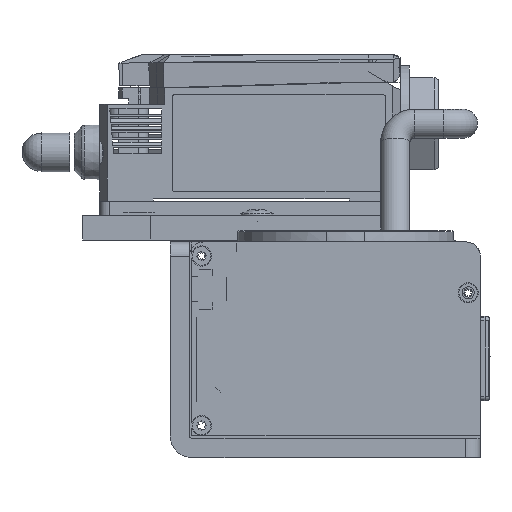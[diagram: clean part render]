
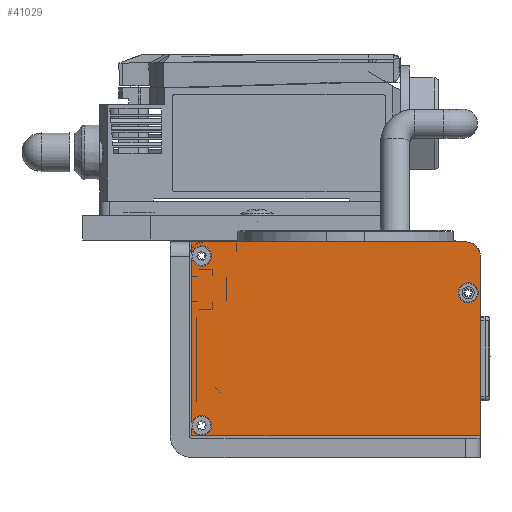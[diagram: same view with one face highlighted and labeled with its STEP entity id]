
A CAD part, front view. The second image highlights one B-rep face of the part: STEP entity #41029.
In plain terms, the highlighted planar face has unit normal (0, -1, 0).
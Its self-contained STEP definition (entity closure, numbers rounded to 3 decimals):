
#1198=FACE_BOUND('',#5671,.T.);
#2414=PLANE('',#43352);
#3938=FACE_OUTER_BOUND('',#5670,.T.);
#5670=EDGE_LOOP('',(#36546,#36547,#36548,#36549,#36550,#36551,#36552,#36553,
#36554));
#5671=EDGE_LOOP('',(#36555));
#6768=CIRCLE('',#43353,2.075);
#6769=CIRCLE('',#43354,2.075);
#6770=CIRCLE('',#43355,3.);
#6771=CIRCLE('',#43356,2.075);
#10639=LINE('',#64730,#15854);
#10640=LINE('',#64734,#15855);
#10641=LINE('',#64736,#15856);
#10642=LINE('',#64738,#15857);
#10643=LINE('',#64742,#15858);
#10644=LINE('',#64743,#15859);
#15854=VECTOR('',#51285,33.894);
#15855=VECTOR('',#51288,1.547);
#15856=VECTOR('',#51289,59.5);
#15857=VECTOR('',#51290,37.);
#15858=VECTOR('',#51293,56.5);
#15859=VECTOR('',#51294,2.347);
#20494=VERTEX_POINT('',#64726);
#20495=VERTEX_POINT('',#64727);
#20496=VERTEX_POINT('',#64729);
#20497=VERTEX_POINT('',#64731);
#20498=VERTEX_POINT('',#64733);
#20499=VERTEX_POINT('',#64735);
#20500=VERTEX_POINT('',#64737);
#20501=VERTEX_POINT('',#64739);
#20502=VERTEX_POINT('',#64741);
#20503=VERTEX_POINT('',#64744);
#26772=EDGE_CURVE('',#20494,#20495,#6768,.T.);
#26773=EDGE_CURVE('',#20494,#20496,#10639,.T.);
#26774=EDGE_CURVE('',#20497,#20496,#6769,.T.);
#26775=EDGE_CURVE('',#20497,#20498,#10640,.T.);
#26776=EDGE_CURVE('',#20498,#20499,#10641,.T.);
#26777=EDGE_CURVE('',#20499,#20500,#10642,.T.);
#26778=EDGE_CURVE('',#20501,#20500,#6770,.T.);
#26779=EDGE_CURVE('',#20501,#20502,#10643,.T.);
#26780=EDGE_CURVE('',#20502,#20495,#10644,.T.);
#26781=EDGE_CURVE('',#20503,#20503,#6771,.T.);
#36546=ORIENTED_EDGE('',*,*,#26772,.F.);
#36547=ORIENTED_EDGE('',*,*,#26773,.T.);
#36548=ORIENTED_EDGE('',*,*,#26774,.F.);
#36549=ORIENTED_EDGE('',*,*,#26775,.T.);
#36550=ORIENTED_EDGE('',*,*,#26776,.T.);
#36551=ORIENTED_EDGE('',*,*,#26777,.T.);
#36552=ORIENTED_EDGE('',*,*,#26778,.F.);
#36553=ORIENTED_EDGE('',*,*,#26779,.T.);
#36554=ORIENTED_EDGE('',*,*,#26780,.T.);
#36555=ORIENTED_EDGE('',*,*,#26781,.F.);
#41029=ADVANCED_FACE('',(#3938,#1198),#2414,.F.);
#43352=AXIS2_PLACEMENT_3D('',#64725,#51281,#51282);
#43353=AXIS2_PLACEMENT_3D('',#64728,#51283,#51284);
#43354=AXIS2_PLACEMENT_3D('',#64732,#51286,#51287);
#43355=AXIS2_PLACEMENT_3D('',#64740,#51291,#51292);
#43356=AXIS2_PLACEMENT_3D('',#64745,#51295,#51296);
#51281=DIRECTION('center_axis',(0.,1.,0.));
#51282=DIRECTION('ref_axis',(-1.,0.,0.));
#51283=DIRECTION('center_axis',(0.,-1.,0.));
#51284=DIRECTION('ref_axis',(-1.,0.,0.));
#51285=DIRECTION('',(0.,0.,-1.));
#51286=DIRECTION('center_axis',(0.,-1.,0.));
#51287=DIRECTION('ref_axis',(-1.,0.,0.));
#51288=DIRECTION('',(0.,0.,-1.));
#51289=DIRECTION('',(1.,0.,0.));
#51290=DIRECTION('',(0.,0.,1.));
#51291=DIRECTION('center_axis',(0.,1.,0.));
#51292=DIRECTION('ref_axis',(0.707,0.,0.707));
#51293=DIRECTION('',(-1.,0.,0.));
#51294=DIRECTION('',(0.,0.,-1.));
#51295=DIRECTION('center_axis',(0.,-1.,0.));
#51296=DIRECTION('ref_axis',(-1.,0.,0.));
#64725=CARTESIAN_POINT('Origin',(0.15,-51.5,20.9));
#64726=CARTESIAN_POINT('',(-29.6,-51.5,38.447));
#64727=CARTESIAN_POINT('',(-29.6,-51.5,39.553));
#64728=CARTESIAN_POINT('Origin',(-27.6,-51.5,39.));
#64729=CARTESIAN_POINT('',(-29.6,-51.5,4.553));
#64730=CARTESIAN_POINT('',(-29.6,-51.5,41.9));
#64731=CARTESIAN_POINT('',(-29.6,-51.5,3.447));
#64732=CARTESIAN_POINT('Origin',(-27.6,-51.5,4.));
#64733=CARTESIAN_POINT('',(-29.6,-51.5,1.9));
#64734=CARTESIAN_POINT('',(-29.6,-51.5,41.9));
#64735=CARTESIAN_POINT('',(29.9,-51.5,1.9));
#64736=CARTESIAN_POINT('',(-14.725,-51.5,1.9));
#64737=CARTESIAN_POINT('',(29.9,-51.5,38.9));
#64738=CARTESIAN_POINT('',(29.9,-51.5,-0.1));
#64739=CARTESIAN_POINT('',(26.9,-51.5,41.9));
#64740=CARTESIAN_POINT('Origin',(26.9,-51.5,38.9));
#64741=CARTESIAN_POINT('',(-29.6,-51.5,41.9));
#64742=CARTESIAN_POINT('',(29.9,-51.5,41.9));
#64743=CARTESIAN_POINT('',(-29.6,-51.5,41.9));
#64744=CARTESIAN_POINT('',(29.475,-51.5,31.4));
#64745=CARTESIAN_POINT('Origin',(27.4,-51.5,31.4));
